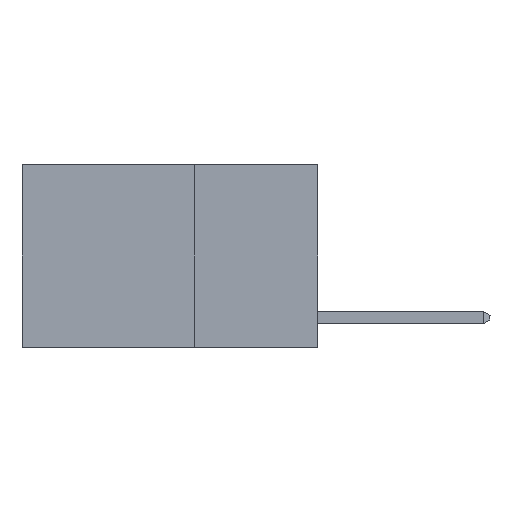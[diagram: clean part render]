
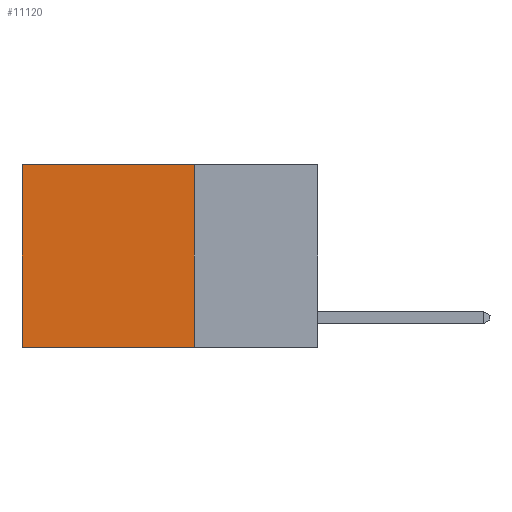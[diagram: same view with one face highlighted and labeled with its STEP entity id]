
A CAD part, left-side view. The second image highlights one B-rep face of the part: STEP entity #11120.
In plain terms, the highlighted planar face has unit normal (-1, 0, 0).
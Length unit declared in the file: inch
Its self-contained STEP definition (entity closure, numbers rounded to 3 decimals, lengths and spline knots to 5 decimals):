
#697 = AXIS2_PLACEMENT_3D ( 'NONE', #4596, #837, #22091 ) ;
#837 = DIRECTION ( 'NONE',  ( 1., 0., 0. ) ) ;
#1864 = ORIENTED_EDGE ( 'NONE', *, *, #14633, .F. ) ;
#2561 = DIRECTION ( 'NONE',  ( 0., 0., -1. ) ) ;
#2689 = PLANE ( 'NONE',  #697 ) ;
#3004 = CARTESIAN_POINT ( 'NONE',  ( 0.2625, 0.25, -0.37 ) ) ;
#3745 = VERTEX_POINT ( 'NONE', #12930 ) ;
#4047 = EDGE_CURVE ( 'NONE', #3745, #5503, #17740, .T. ) ;
#4459 = DIRECTION ( 'NONE',  ( 0., 1., 0. ) ) ;
#4596 = CARTESIAN_POINT ( 'NONE',  ( 0.2625, 0.25, 0. ) ) ;
#4708 = LINE ( 'NONE', #6944, #11941 ) ;
#5071 = ORIENTED_EDGE ( 'NONE', *, *, #23955, .T. ) ;
#5077 = FACE_OUTER_BOUND ( 'NONE', #15652, .T. ) ;
#5503 = VERTEX_POINT ( 'NONE', #7596 ) ;
#6522 = EDGE_CURVE ( 'NONE', #24062, #7941, #15093, .T. ) ;
#6944 = CARTESIAN_POINT ( 'NONE',  ( 0.2625, 0.25, -0.37 ) ) ;
#7351 = VECTOR ( 'NONE', #2561, 39.37008 ) ;
#7596 = CARTESIAN_POINT ( 'NONE',  ( 0.2625, 0.6, -0.37 ) ) ;
#7941 = VERTEX_POINT ( 'NONE', #3004 ) ;
#8424 = CARTESIAN_POINT ( 'NONE',  ( 0.2625, 0.25, 0. ) ) ;
#10146 = ORIENTED_EDGE ( 'NONE', *, *, #4047, .T. ) ;
#10781 = CARTESIAN_POINT ( 'NONE',  ( 0.2625, 0.25, 0. ) ) ;
#10795 = DIRECTION ( 'NONE',  ( 0., 1., 0. ) ) ;
#11120 = ADVANCED_FACE ( 'NONE', ( #5077 ), #2689, .F. ) ;
#11722 = ORIENTED_EDGE ( 'NONE', *, *, #6522, .F. ) ;
#11941 = VECTOR ( 'NONE', #10795, 39.37008 ) ;
#12921 = VECTOR ( 'NONE', #22665, 39.37008 ) ;
#12930 = CARTESIAN_POINT ( 'NONE',  ( 0.2625, 0.6, 0. ) ) ;
#14633 = EDGE_CURVE ( 'NONE', #7941, #5503, #4708, .T. ) ;
#15093 = LINE ( 'NONE', #20821, #12921 ) ;
#15652 = EDGE_LOOP ( 'NONE', ( #10146, #1864, #11722, #5071 ) ) ;
#17740 = LINE ( 'NONE', #21597, #7351 ) ;
#20821 = CARTESIAN_POINT ( 'NONE',  ( 0.2625, 0.25, 0. ) ) ;
#21537 = VECTOR ( 'NONE', #4459, 39.37008 ) ;
#21597 = CARTESIAN_POINT ( 'NONE',  ( 0.2625, 0.6, 0. ) ) ;
#22091 = DIRECTION ( 'NONE',  ( 0., 0., -1. ) ) ;
#22665 = DIRECTION ( 'NONE',  ( 0., 0., -1. ) ) ;
#23683 = LINE ( 'NONE', #8424, #21537 ) ;
#23955 = EDGE_CURVE ( 'NONE', #24062, #3745, #23683, .T. ) ;
#24062 = VERTEX_POINT ( 'NONE', #10781 ) ;
